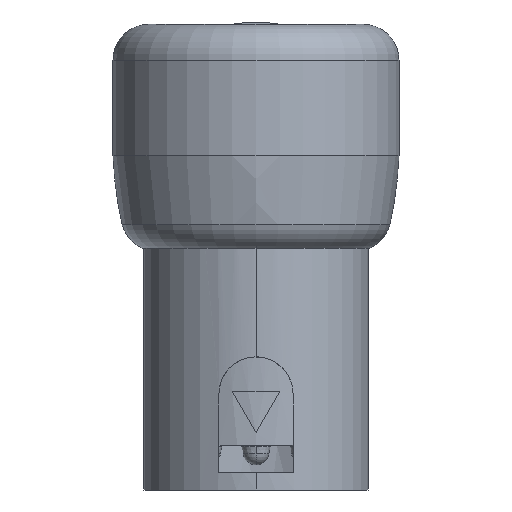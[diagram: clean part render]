
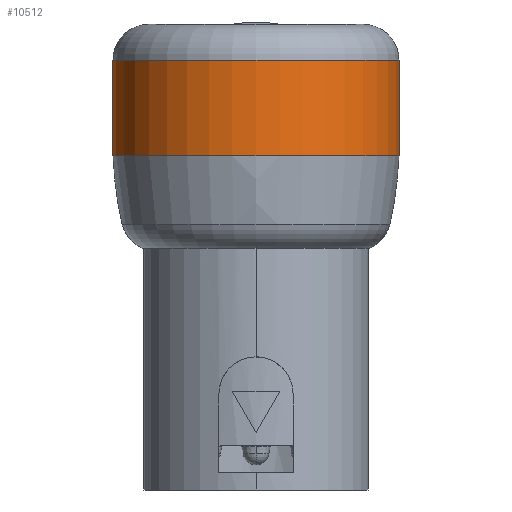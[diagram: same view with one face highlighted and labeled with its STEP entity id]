
A CAD part, left-side view. The second image highlights one B-rep face of the part: STEP entity #10512.
In plain terms, the highlighted cylindrical face has radius 12 mm (diameter 24 mm), a partial arc.
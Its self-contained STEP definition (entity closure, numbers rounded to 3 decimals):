
#2241=DIRECTION('',(0.,0.,1.));
#2242=VECTOR('',#2241,8.);
#2243=CARTESIAN_POINT('',(1.366,-11.922,-3.7));
#2244=LINE('',#2243,#2242);
#2250=CARTESIAN_POINT('',(0.,0.,4.3));
#2251=DIRECTION('',(0.,0.,-1.));
#2252=DIRECTION('',(0.114,-0.993,0.));
#2253=AXIS2_PLACEMENT_3D('',#2250,#2251,#2252);
#2255=CARTESIAN_POINT('',(0.,0.,-3.7));
#2256=DIRECTION('',(0.,0.,1.));
#2257=DIRECTION('',(0.114,0.993,0.));
#2258=AXIS2_PLACEMENT_3D('',#2255,#2256,#2257);
#2260=DIRECTION('',(0.,0.,1.));
#2261=VECTOR('',#2260,8.);
#2262=CARTESIAN_POINT('',(1.366,11.922,-3.7));
#2263=LINE('',#2262,#2261);
#6696=CARTESIAN_POINT('',(1.366,11.922,-3.7));
#6697=CARTESIAN_POINT('',(1.366,-11.922,-3.7));
#6698=VERTEX_POINT('',#6696);
#6699=VERTEX_POINT('',#6697);
#8045=CARTESIAN_POINT('',(1.366,11.922,4.3));
#8046=VERTEX_POINT('',#8045);
#8047=CARTESIAN_POINT('',(1.366,-11.922,4.3));
#8048=VERTEX_POINT('',#8047);
#10500=CARTESIAN_POINT('',(0.,0.,-11.7));
#10501=DIRECTION('',(0.,0.,1.));
#10502=DIRECTION('',(1.,0.,0.));
#10503=AXIS2_PLACEMENT_3D('',#10500,#10501,#10502);
#10504=CYLINDRICAL_SURFACE('',#10503,12.);
#10505=ORIENTED_EDGE('',*,*,#10490,.F.);
#10506=ORIENTED_EDGE('',*,*,#10466,.F.);
#10507=ORIENTED_EDGE('',*,*,#10334,.F.);
#10509=ORIENTED_EDGE('',*,*,#10508,.T.);
#10510=EDGE_LOOP('',(#10505,#10506,#10507,#10509));
#10511=FACE_OUTER_BOUND('',#10510,.F.);
#2254=CIRCLE('',#2253,12.);
#2259=CIRCLE('',#2258,12.);
#10334=EDGE_CURVE('',#6698,#6699,#2259,.T.);
#10466=EDGE_CURVE('',#6699,#8048,#2244,.T.);
#10490=EDGE_CURVE('',#8048,#8046,#2254,.T.);
#10508=EDGE_CURVE('',#6698,#8046,#2263,.T.);
#10512=ADVANCED_FACE('',(#10511),#10504,.T.);
